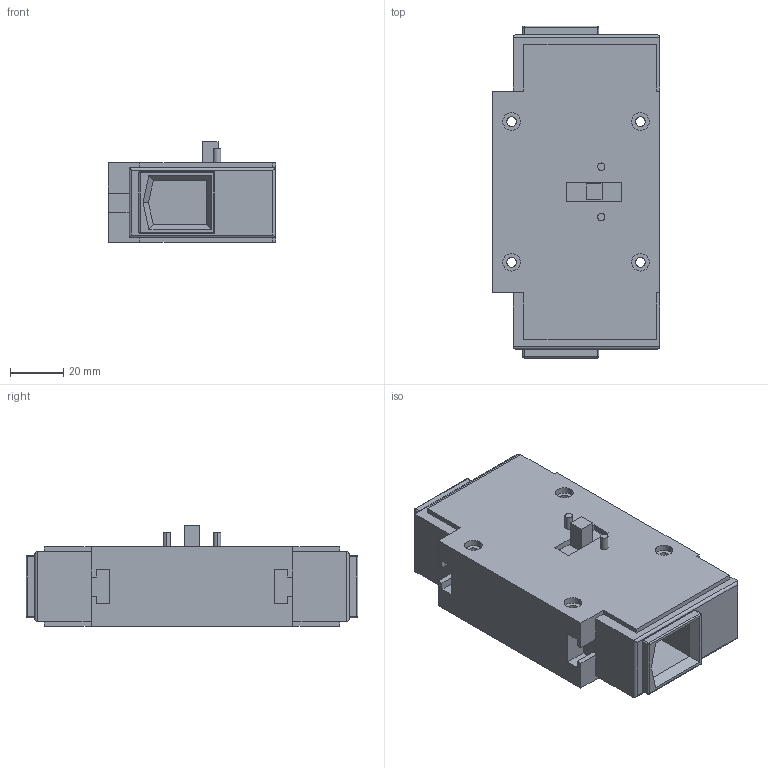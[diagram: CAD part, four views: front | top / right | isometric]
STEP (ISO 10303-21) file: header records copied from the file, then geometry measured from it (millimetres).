
FILE_DESCRIPTION((''),'2;1');
FILE_NAME('VZ13','2018-01-04T',('SESA468396'),('Schneider-Electric'),'PRO/ENGINEER BY PARAMETRIC TECHNOLOGY CORPORATION, 2015440','PRO/ENGINEER BY PARAMETRIC TECHNOLOGY CORPORATION, 2015440','');
FILE_SCHEMA(('CONFIG_CONTROL_DESIGN'));
Length unit declared in the file: millimetre
Products named in the file (1): VZ13
Bounding box: 63 x 125 x 38 mm (x, y, z)
Volume: 194786.2 mm3; surface area: 31935.3 mm2
Topology: 1 solids, 1 shells, 191 faces, 458 edges, 290 vertices
Faces by surface type: plane 127, cylinder 56, sphere 8
Entity records: 5562 total; most frequent: CARTESIAN_POINT 1003, DIRECTION 928, ORIENTED_EDGE 916, EDGE_CURVE 458, VECTOR 354, LINE 354, VERTEX_POINT 290, AXIS2_PLACEMENT_3D 287
